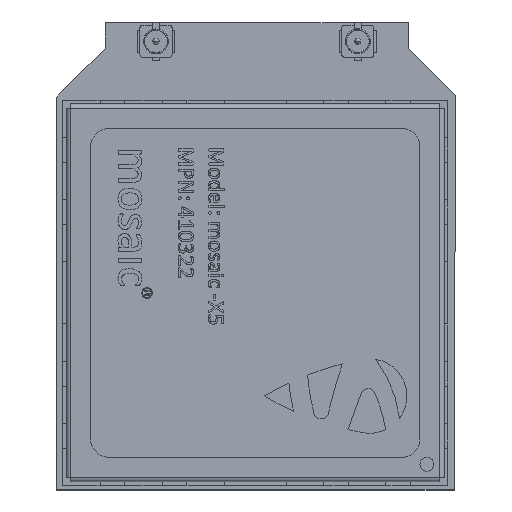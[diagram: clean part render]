
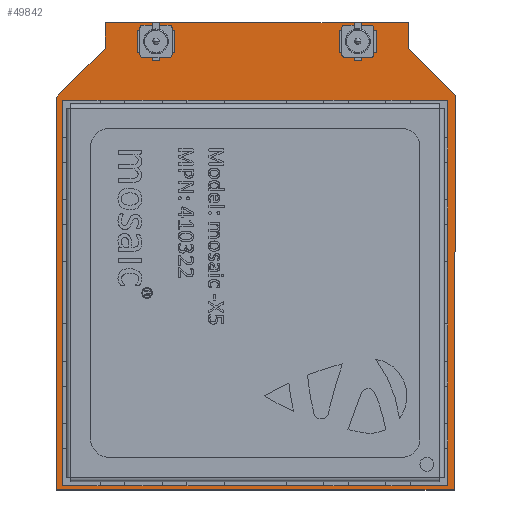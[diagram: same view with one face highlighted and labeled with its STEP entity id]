
A CAD part, top view. The second image highlights one B-rep face of the part: STEP entity #49842.
In plain terms, the highlighted planar face has unit normal (0, 0, 1).
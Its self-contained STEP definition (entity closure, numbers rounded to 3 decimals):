
#147 = DIRECTION ( 'NONE',  ( 0., -1., 0. ) ) ;
#3787 = LINE ( 'NONE', #141012, #35380 ) ;
#6553 = FACE_OUTER_BOUND ( 'NONE', #52625, .T. ) ;
#8064 = DIRECTION ( 'NONE',  ( 1., 0., 0. ) ) ;
#11766 = ORIENTED_EDGE ( 'NONE', *, *, #107993, .T. ) ;
#13276 = ORIENTED_EDGE ( 'NONE', *, *, #57347, .T. ) ;
#13875 = CARTESIAN_POINT ( 'NONE',  ( -3.937, -29.591, 1. ) ) ;
#14398 = DIRECTION ( 'NONE',  ( -0.707, -0.707, 0. ) ) ;
#15413 = LINE ( 'NONE', #36957, #43865 ) ;
#16527 = LINE ( 'NONE', #127854, #145732 ) ;
#17695 = CARTESIAN_POINT ( 'NONE',  ( 0., 0., 1. ) ) ;
#23751 = VERTEX_POINT ( 'NONE', #113726 ) ;
#24097 = VERTEX_POINT ( 'NONE', #71250 ) ;
#24639 = ORIENTED_EDGE ( 'NONE', *, *, #133791, .T. ) ;
#25143 = CARTESIAN_POINT ( 'NONE',  ( 24.384, -25.654, 1. ) ) ;
#29336 = ORIENTED_EDGE ( 'NONE', *, *, #114144, .T. ) ;
#32392 = EDGE_CURVE ( 'NONE', #66053, #23751, #80281, .T. ) ;
#33579 = EDGE_CURVE ( 'NONE', #46385, #24097, #3787, .T. ) ;
#35380 = VECTOR ( 'NONE', #50493, 1000. ) ;
#36957 = CARTESIAN_POINT ( 'NONE',  ( 0., -25.654, 1. ) ) ;
#39060 = CARTESIAN_POINT ( 'NONE',  ( 28.194, -29.464, 1. ) ) ;
#39962 = DIRECTION ( 'NONE',  ( -1., 0., 0. ) ) ;
#43865 = VECTOR ( 'NONE', #127440, 1000. ) ;
#46385 = VERTEX_POINT ( 'NONE', #106526 ) ;
#47748 = DIRECTION ( 'NONE',  ( 0., 1., 0. ) ) ;
#49842 = ADVANCED_FACE ( 'NONE', ( #6553 ), #143070, .F. ) ;
#49875 = VECTOR ( 'NONE', #14398, 1000. ) ;
#50493 = DIRECTION ( 'NONE',  ( -1., 0., 0. ) ) ;
#52360 = VECTOR ( 'NONE', #8064, 1000. ) ;
#52625 = EDGE_LOOP ( 'NONE', ( #29336, #24639, #11766, #78552, #130090, #105577, #80154, #13276 ) ) ;
#55688 = VECTOR ( 'NONE', #147, 1000. ) ;
#56580 = CARTESIAN_POINT ( 'NONE',  ( -3.937, -61.214, 1. ) ) ;
#57347 = EDGE_CURVE ( 'NONE', #23751, #64780, #121541, .T. ) ;
#58942 = VERTEX_POINT ( 'NONE', #110148 ) ;
#64780 = VERTEX_POINT ( 'NONE', #78618 ) ;
#66053 = VERTEX_POINT ( 'NONE', #13875 ) ;
#69901 = VECTOR ( 'NONE', #134653, 1000. ) ;
#71250 = CARTESIAN_POINT ( 'NONE',  ( 0., -23.622, 1. ) ) ;
#77598 = LINE ( 'NONE', #122791, #69901 ) ;
#78552 = ORIENTED_EDGE ( 'NONE', *, *, #33579, .T. ) ;
#78618 = CARTESIAN_POINT ( 'NONE',  ( 28.067, -61.214, 1. ) ) ;
#79368 = AXIS2_PLACEMENT_3D ( 'NONE', #17695, #108933, #39962 ) ;
#80154 = ORIENTED_EDGE ( 'NONE', *, *, #32392, .T. ) ;
#80281 = LINE ( 'NONE', #56580, #55688 ) ;
#96924 = LINE ( 'NONE', #39060, #136863 ) ;
#105577 = ORIENTED_EDGE ( 'NONE', *, *, #124919, .T. ) ;
#105699 = EDGE_CURVE ( 'NONE', #24097, #142228, #15413, .T. ) ;
#106526 = CARTESIAN_POINT ( 'NONE',  ( 24.384, -23.622, 1. ) ) ;
#107993 = EDGE_CURVE ( 'NONE', #123409, #46385, #16527, .T. ) ;
#108933 = DIRECTION ( 'NONE',  ( 0., 0., -1. ) ) ;
#110148 = CARTESIAN_POINT ( 'NONE',  ( 28.194, -29.464, 1. ) ) ;
#111891 = CARTESIAN_POINT ( 'NONE',  ( 28.067, -61.214, 1. ) ) ;
#113726 = CARTESIAN_POINT ( 'NONE',  ( -3.937, -61.214, 1. ) ) ;
#114144 = EDGE_CURVE ( 'NONE', #64780, #58942, #96924, .T. ) ;
#118942 = CARTESIAN_POINT ( 'NONE',  ( -3.937, -29.591, 1. ) ) ;
#121541 = LINE ( 'NONE', #111891, #52360 ) ;
#122791 = CARTESIAN_POINT ( 'NONE',  ( 24.384, -25.654, 1. ) ) ;
#123409 = VERTEX_POINT ( 'NONE', #25143 ) ;
#124919 = EDGE_CURVE ( 'NONE', #142228, #66053, #140496, .T. ) ;
#127440 = DIRECTION ( 'NONE',  ( 0., -1., 0. ) ) ;
#127854 = CARTESIAN_POINT ( 'NONE',  ( 24.384, -23.622, 1. ) ) ;
#130090 = ORIENTED_EDGE ( 'NONE', *, *, #105699, .T. ) ;
#132443 = DIRECTION ( 'NONE',  ( 0.004, 1., 0. ) ) ;
#133791 = EDGE_CURVE ( 'NONE', #58942, #123409, #77598, .T. ) ;
#134653 = DIRECTION ( 'NONE',  ( -0.707, 0.707, 0. ) ) ;
#136863 = VECTOR ( 'NONE', #132443, 1000. ) ;
#138741 = CARTESIAN_POINT ( 'NONE',  ( 0., -25.654, 1. ) ) ;
#140496 = LINE ( 'NONE', #118942, #49875 ) ;
#141012 = CARTESIAN_POINT ( 'NONE',  ( 0., -23.622, 1. ) ) ;
#142228 = VERTEX_POINT ( 'NONE', #138741 ) ;
#143070 = PLANE ( 'NONE',  #79368 ) ;
#145732 = VECTOR ( 'NONE', #47748, 1000. ) ;
